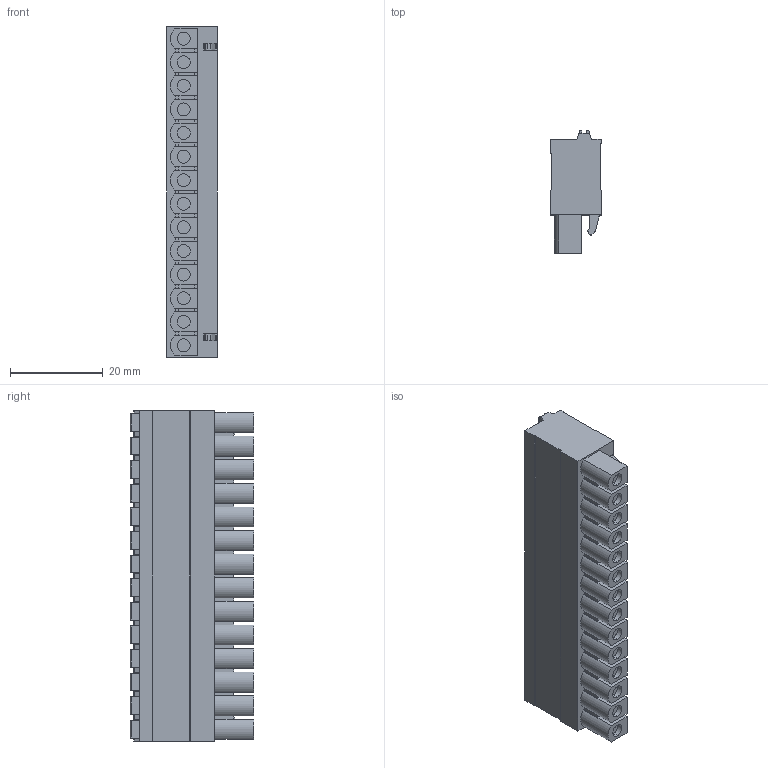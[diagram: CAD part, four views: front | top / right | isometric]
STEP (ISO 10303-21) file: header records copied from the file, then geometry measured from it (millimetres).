
FILE_DESCRIPTION((''),'2;1');
FILE_NAME('TLPS-317-03P-24P','2024-11-08T08:54:30',('tluser'),(''),'CREO PARAMETRIC BY PTC INC, 2018100','CREO PARAMETRIC BY PTC INC, 2018100','');
FILE_SCHEMA(('CONFIG_CONTROL_DESIGN'));
Length unit declared in the file: millimetre
Products named in the file (1): TLPS-317-03P-24P
Bounding box: 10.9 x 26.5 x 71.12 mm (x, y, z)
Volume: 14517 mm3; surface area: 7677.6 mm2
Topology: 1 solids, 1 shells, 768 faces, 2012 edges, 1304 vertices
Faces by surface type: plane 432, cylinder 280, torus 56
Entity records: 23614 total; most frequent: DIRECTION 4164, CARTESIAN_POINT 4084, ORIENTED_EDGE 4024, EDGE_CURVE 2012, VECTOR 1396, LINE 1396, AXIS2_PLACEMENT_3D 1384, VERTEX_POINT 1304
